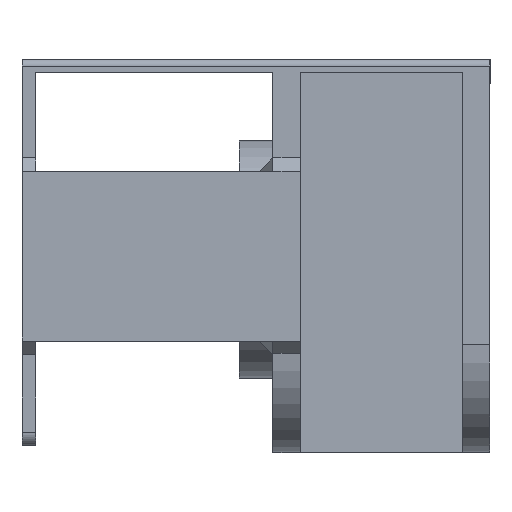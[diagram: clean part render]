
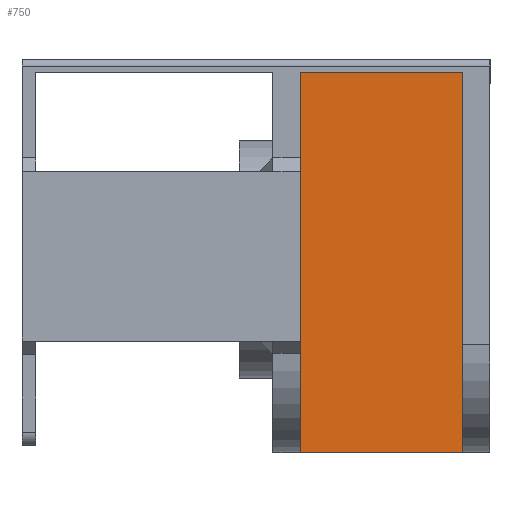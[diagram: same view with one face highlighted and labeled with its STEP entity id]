
A CAD part, front view. The second image highlights one B-rep face of the part: STEP entity #750.
In plain terms, the highlighted planar face has unit normal (0, -1, 0).
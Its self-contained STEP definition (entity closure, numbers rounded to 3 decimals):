
#115 = DIRECTION ( 'NONE',  ( 0., 1., 0. ) ) ;
#130 = EDGE_CURVE ( 'NONE', #2357, #1112, #2383, .T. ) ;
#131 = CARTESIAN_POINT ( 'NONE',  ( 12., 157., 0. ) ) ;
#157 = LINE ( 'NONE', #1176, #1834 ) ;
#486 = VERTEX_POINT ( 'NONE', #1578 ) ;
#501 = EDGE_CURVE ( 'NONE', #1112, #981, #2544, .T. ) ;
#537 = EDGE_CURVE ( 'NONE', #2357, #486, #1275, .T. ) ;
#587 = CARTESIAN_POINT ( 'NONE',  ( 12., 157., 57. ) ) ;
#614 = CARTESIAN_POINT ( 'NONE',  ( 12., 157., 56. ) ) ;
#750 = ADVANCED_FACE ( 'NONE', ( #2053 ), #1690, .F. ) ;
#790 = ORIENTED_EDGE ( 'NONE', *, *, #2068, .T. ) ;
#843 = DIRECTION ( 'NONE',  ( 0., 0., -1. ) ) ;
#929 = ORIENTED_EDGE ( 'NONE', *, *, #537, .T. ) ;
#981 = VERTEX_POINT ( 'NONE', #131 ) ;
#1021 = VECTOR ( 'NONE', #2185, 1000. ) ;
#1088 = ORIENTED_EDGE ( 'NONE', *, *, #501, .F. ) ;
#1112 = VERTEX_POINT ( 'NONE', #1782 ) ;
#1176 = CARTESIAN_POINT ( 'NONE',  ( 12., 157., 0. ) ) ;
#1275 = LINE ( 'NONE', #1450, #1549 ) ;
#1294 = CARTESIAN_POINT ( 'NONE',  ( 12., 157., 57. ) ) ;
#1296 = CARTESIAN_POINT ( 'NONE',  ( -12., 157., 56. ) ) ;
#1450 = CARTESIAN_POINT ( 'NONE',  ( -12., 157., 57. ) ) ;
#1549 = VECTOR ( 'NONE', #843, 1000. ) ;
#1578 = CARTESIAN_POINT ( 'NONE',  ( -12., 157., 0. ) ) ;
#1690 = PLANE ( 'NONE',  #2166 ) ;
#1731 = DIRECTION ( 'NONE',  ( 1., 0., 0. ) ) ;
#1774 = DIRECTION ( 'NONE',  ( 0., 0., -1. ) ) ;
#1782 = CARTESIAN_POINT ( 'NONE',  ( 12., 157., 56. ) ) ;
#1834 = VECTOR ( 'NONE', #1731, 1000. ) ;
#1894 = EDGE_LOOP ( 'NONE', ( #2436, #929, #790, #1088 ) ) ;
#2053 = FACE_OUTER_BOUND ( 'NONE', #1894, .T. ) ;
#2068 = EDGE_CURVE ( 'NONE', #486, #981, #157, .T. ) ;
#2166 = AXIS2_PLACEMENT_3D ( 'NONE', #1294, #115, #2243 ) ;
#2185 = DIRECTION ( 'NONE',  ( 1., 0., 0. ) ) ;
#2243 = DIRECTION ( 'NONE',  ( 0., 0., 1. ) ) ;
#2293 = VECTOR ( 'NONE', #1774, 1000. ) ;
#2357 = VERTEX_POINT ( 'NONE', #1296 ) ;
#2383 = LINE ( 'NONE', #614, #1021 ) ;
#2436 = ORIENTED_EDGE ( 'NONE', *, *, #130, .F. ) ;
#2544 = LINE ( 'NONE', #587, #2293 ) ;
